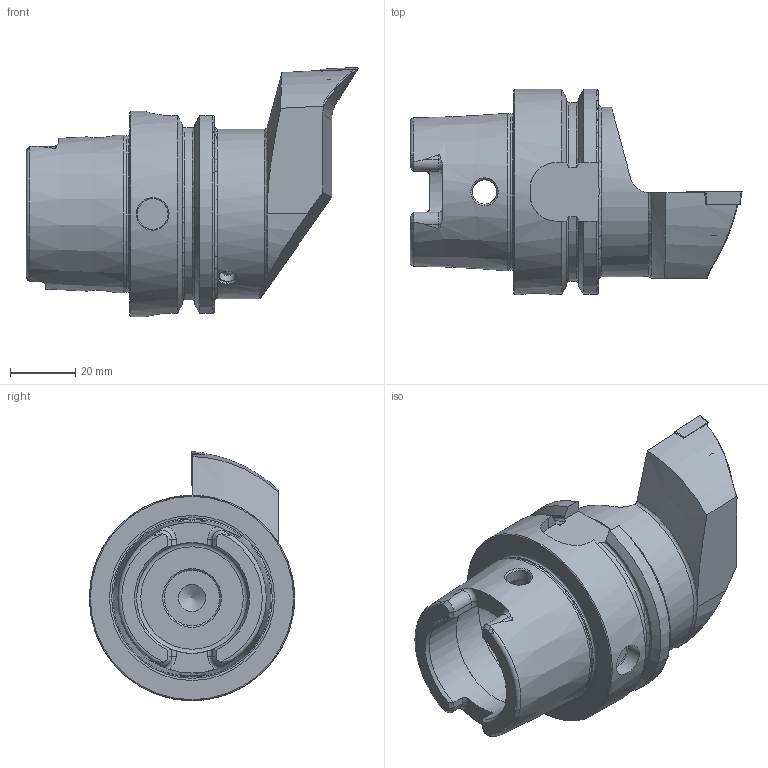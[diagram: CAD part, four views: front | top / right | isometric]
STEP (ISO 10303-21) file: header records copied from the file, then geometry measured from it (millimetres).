
FILE_DESCRIPTION (( 'STEP AP214' ), '1' );
FILE_NAME ('HA6.KDB.LJA.070.STEP', '2020-02-06T13:18:05', ( '' ), ( '' ), 'SwSTEP 2.0', 'SolidWorks 2017', '' );
FILE_SCHEMA (( 'AUTOMOTIVE_DESIGN' ));
Length unit declared in the file: millimetre
Products named in the file (5): HA6-KDB.LJA.070_C; HA6.KDB.LJA.070; DCMT11T304; WCB-ER2.001.009_A; KVT_MB_600_060
Assembly tree (4 placements, depth 2):
  HA6.KDB.LJA.070
    HA6-KDB.LJA.070_C
    DCMT11T304
    WCB-ER2.001.009_A
    KVT_MB_600_060
Bounding box: 101.91 x 63 x 76.5 mm (x, y, z)
Volume: 128128.2 mm3; surface area: 29624.1 mm2
Topology: 5 solids, 5 shells, 237 faces, 610 edges, 381 vertices
Faces by surface type: plane 79, cylinder 60, cone 52, torus 24, bspline 20, sphere 2
Full cylindrical faces by diameter (mm): 3.3 x1, 4 x1, 4.4 x1, 5 x4, 5.25 x1, 6 x3, 6.1 x1, 7.5 x2, 8.4 x1, 10 x1, 17 x1, 19 x1, 34 x2, 40 x1, 47.941 x1, 52 x1, 63 x1
Entity records: 9939 total; most frequent: CARTESIAN_POINT 3771, ORIENTED_EDGE 1050, DIRECTION 948, EDGE_CURVE 525, AXIS2_PLACEMENT_3D 388, VERTEX_POINT 361, EDGE_LOOP 310, FACE_OUTER_BOUND 273
